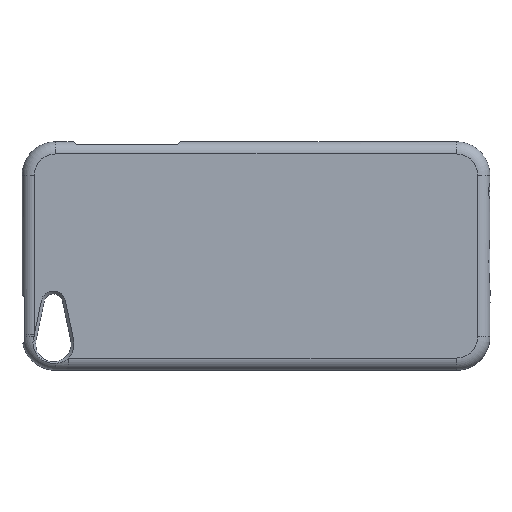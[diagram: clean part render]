
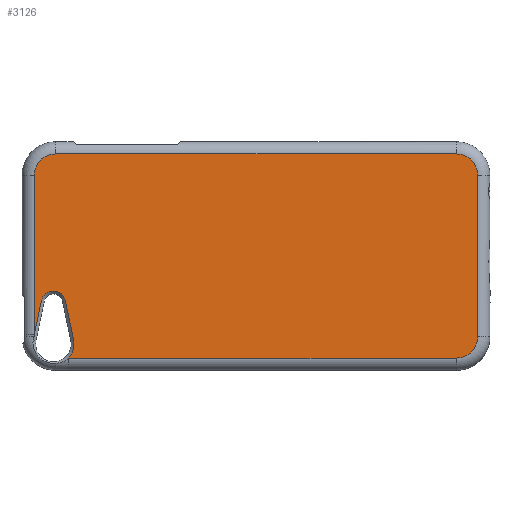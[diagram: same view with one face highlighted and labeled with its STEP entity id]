
A CAD part, front view. The second image highlights one B-rep face of the part: STEP entity #3126.
In plain terms, the highlighted planar face has unit normal (0, -1, 0).
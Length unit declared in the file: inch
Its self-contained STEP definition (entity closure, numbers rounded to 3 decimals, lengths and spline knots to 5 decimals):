
#76=PLANE('',#3473);
#254=CIRCLE('',#3377,0.229);
#294=CIRCLE('',#3459,0.229);
#298=CIRCLE('',#3465,0.229);
#301=CIRCLE('',#3474,0.13);
#302=CIRCLE('',#3475,0.22);
#450=LINE('',#5737,#652);
#494=LINE('',#6636,#696);
#495=LINE('',#6644,#697);
#496=LINE('',#6648,#698);
#497=LINE('',#6662,#699);
#498=LINE('',#6666,#700);
#652=VECTOR('',#4075,1.72);
#696=VECTOR('',#4305,4.275);
#697=VECTOR('',#4318,4.13815);
#698=VECTOR('',#4323,1.70132);
#699=VECTOR('',#4332,0.37126);
#700=VECTOR('',#4335,0.42559);
#954=FACE_OUTER_BOUND('',#1143,.T.);
#1143=EDGE_LOOP('',(#2754,#2755,#2756,#2757,#2758,#2759,#2760,#2761,#2762,
#2763,#2764));
#1417=VERTEX_POINT('',#5734);
#1418=VERTEX_POINT('',#5736);
#1429=VERTEX_POINT('',#6072);
#1489=VERTEX_POINT('',#6629);
#1490=VERTEX_POINT('',#6631);
#1491=VERTEX_POINT('',#6635);
#1492=VERTEX_POINT('',#6642);
#1493=VERTEX_POINT('',#6646);
#1494=VERTEX_POINT('',#6661);
#1495=VERTEX_POINT('',#6663);
#1496=VERTEX_POINT('',#6665);
#1797=EDGE_CURVE('',#1417,#1418,#450,.T.);
#1815=EDGE_CURVE('',#1418,#1429,#254,.T.);
#1927=EDGE_CURVE('',#1489,#1490,#294,.T.);
#1929=EDGE_CURVE('',#1490,#1491,#494,.T.);
#1932=EDGE_CURVE('',#1491,#1417,#298,.T.);
#1934=EDGE_CURVE('',#1429,#1492,#495,.T.);
#1936=EDGE_CURVE('',#1493,#1489,#496,.T.);
#1939=EDGE_CURVE('',#1494,#1493,#497,.T.);
#1940=EDGE_CURVE('',#1495,#1494,#301,.T.);
#1941=EDGE_CURVE('',#1496,#1495,#498,.T.);
#1942=EDGE_CURVE('',#1492,#1496,#302,.T.);
#2754=ORIENTED_EDGE('',*,*,#1934,.F.);
#2755=ORIENTED_EDGE('',*,*,#1815,.F.);
#2756=ORIENTED_EDGE('',*,*,#1797,.F.);
#2757=ORIENTED_EDGE('',*,*,#1932,.F.);
#2758=ORIENTED_EDGE('',*,*,#1929,.F.);
#2759=ORIENTED_EDGE('',*,*,#1927,.F.);
#2760=ORIENTED_EDGE('',*,*,#1936,.F.);
#2761=ORIENTED_EDGE('',*,*,#1939,.F.);
#2762=ORIENTED_EDGE('',*,*,#1940,.F.);
#2763=ORIENTED_EDGE('',*,*,#1941,.F.);
#2764=ORIENTED_EDGE('',*,*,#1942,.F.);
#3126=ADVANCED_FACE('',(#954),#76,.F.);
#3377=AXIS2_PLACEMENT_3D('',#6073,#4092,#4093);
#3459=AXIS2_PLACEMENT_3D('',#6632,#4299,#4300);
#3465=AXIS2_PLACEMENT_3D('',#6640,#4312,#4313);
#3473=AXIS2_PLACEMENT_3D('',#6660,#4330,#4331);
#3474=AXIS2_PLACEMENT_3D('',#6664,#4333,#4334);
#3475=AXIS2_PLACEMENT_3D('',#6667,#4336,#4337);
#4075=DIRECTION('',(0.,0.,-1.));
#4092=DIRECTION('center_axis',(0.,1.,0.));
#4093=DIRECTION('ref_axis',(0.707,0.,-0.707));
#4299=DIRECTION('center_axis',(0.,1.,0.));
#4300=DIRECTION('ref_axis',(-0.707,0.,0.707));
#4305=DIRECTION('',(1.,0.,0.));
#4312=DIRECTION('center_axis',(0.,1.,0.));
#4313=DIRECTION('ref_axis',(0.707,0.,0.707));
#4318=DIRECTION('',(-1.,0.,0.));
#4323=DIRECTION('',(0.,0.,1.));
#4330=DIRECTION('center_axis',(0.,1.,0.));
#4331=DIRECTION('ref_axis',(-1.,0.,0.));
#4332=DIRECTION('',(-0.207,0.,-0.978));
#4333=DIRECTION('center_axis',(0.,-1.,0.));
#4334=DIRECTION('ref_axis',(-0.978,0.,0.207));
#4335=DIRECTION('',(-0.207,0.,0.978));
#4336=DIRECTION('center_axis',(0.,-1.,0.));
#4337=DIRECTION('ref_axis',(-0.978,0.,-0.207));
#5734=CARTESIAN_POINT('',(5.004,0.688,2.26999));
#5736=CARTESIAN_POINT('',(5.004,0.688,0.54999));
#5737=CARTESIAN_POINT('',(5.004,0.688,1.375));
#6072=CARTESIAN_POINT('',(4.775,0.688,0.32099));
#6073=CARTESIAN_POINT('Origin',(4.775,0.688,0.54999));
#6629=CARTESIAN_POINT('',(0.271,0.688,2.26999));
#6631=CARTESIAN_POINT('',(0.5,0.688,2.49899));
#6632=CARTESIAN_POINT('Origin',(0.5,0.688,2.26999));
#6635=CARTESIAN_POINT('',(4.775,0.688,2.49899));
#6636=CARTESIAN_POINT('',(3.88625,0.688,2.49899));
#6640=CARTESIAN_POINT('Origin',(4.775,0.688,2.26999));
#6642=CARTESIAN_POINT('',(0.63685,0.688,0.32099));
#6644=CARTESIAN_POINT('',(3.88625,0.688,0.32099));
#6646=CARTESIAN_POINT('',(0.271,0.688,0.56867));
#6648=CARTESIAN_POINT('',(0.271,0.688,1.375));
#6660=CARTESIAN_POINT('Origin',(5.135,0.688,1.375));
#6661=CARTESIAN_POINT('',(0.34781,0.688,0.9319));
#6662=CARTESIAN_POINT('',(0.45109,0.688,1.42029));
#6663=CARTESIAN_POINT('',(0.60219,0.688,0.9319));
#6664=CARTESIAN_POINT('Origin',(0.475,0.688,0.905));
#6665=CARTESIAN_POINT('',(0.69024,0.688,0.51552));
#6666=CARTESIAN_POINT('',(0.65436,0.688,0.6852));
#6667=CARTESIAN_POINT('Origin',(0.475,0.688,0.47));
